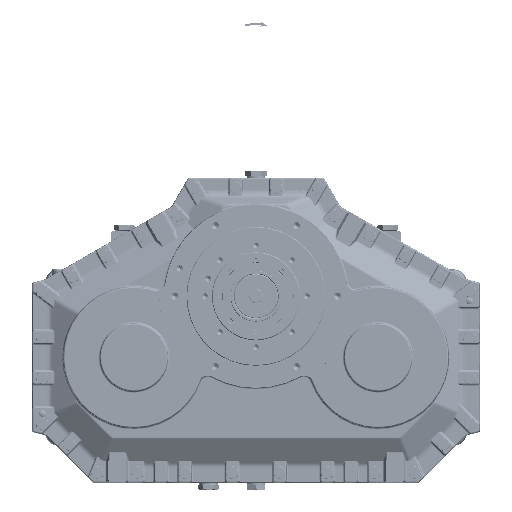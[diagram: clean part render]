
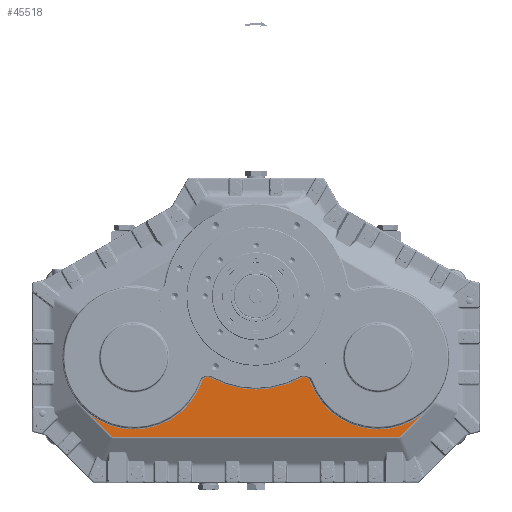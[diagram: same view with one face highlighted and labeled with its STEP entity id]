
A CAD part, top view. The second image highlights one B-rep face of the part: STEP entity #45518.
In plain terms, the highlighted planar face has unit normal (0, 0, 1).
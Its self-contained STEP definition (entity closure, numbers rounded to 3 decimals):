
#20670 = CARTESIAN_POINT ( 'NONE',  ( 298.815, -120.807, 35. ) ) ;
#20673 = LINE ( 'NONE', #20670, #21822 ) ;
#20679 = DIRECTION ( 'NONE',  ( -1., 0., 0. ) ) ;
#20681 = DIRECTION ( 'NONE',  ( 0., 0., -1. ) ) ;
#20683 = CARTESIAN_POINT ( 'NONE',  ( -62.296, 240.304, 35. ) ) ;
#20685 = AXIS2_PLACEMENT_3D ( 'NONE', #20683, #20681, #20679 ) ;
#20734 = PLANE ( 'NONE',  #20685 ) ;
#21662 = FACE_OUTER_BOUND ( 'NONE', #45522, .T. ) ;
#21722 = CARTESIAN_POINT ( 'NONE',  ( 66.148, -120.565, 35. ) ) ;
#21727 = DIRECTION ( 'NONE',  ( -1., 0., 0. ) ) ;
#21731 = DIRECTION ( 'NONE',  ( 0., 0., 1. ) ) ;
#21734 = CARTESIAN_POINT ( 'NONE',  ( 70.709, -128.877, 35. ) ) ;
#21736 = AXIS2_PLACEMENT_3D ( 'NONE', #21734, #21731, #21727 ) ;
#21740 = CIRCLE ( 'NONE', #21736, 9.481 ) ;
#21782 = CARTESIAN_POINT ( 'NONE',  ( 79.641, -125.699, 35. ) ) ;
#21784 = DIRECTION ( 'NONE',  ( -1., 0., 0. ) ) ;
#21786 = DIRECTION ( 'NONE',  ( 0., 0., -1. ) ) ;
#21788 = CARTESIAN_POINT ( 'NONE',  ( 180., -90., 35. ) ) ;
#21789 = AXIS2_PLACEMENT_3D ( 'NONE', #21788, #21786, #21784 ) ;
#21792 = CIRCLE ( 'NONE', #21789, 106.519 ) ;
#21818 = CARTESIAN_POINT ( 'NONE',  ( 246.069, -173.553, 35. ) ) ;
#21820 = DIRECTION ( 'NONE',  ( 0.707, 0.707, 0. ) ) ;
#21822 = VECTOR ( 'NONE', #21820, 1000. ) ;
#22205 = CARTESIAN_POINT ( 'NONE',  ( -246.069, -173.553, 35. ) ) ;
#22209 = DIRECTION ( 'NONE',  ( -1., 0., 0. ) ) ;
#22212 = DIRECTION ( 'NONE',  ( 0., 0., -1. ) ) ;
#22214 = CARTESIAN_POINT ( 'NONE',  ( -180., -90., 35. ) ) ;
#22216 = AXIS2_PLACEMENT_3D ( 'NONE', #22214, #22212, #22209 ) ;
#22218 = CIRCLE ( 'NONE', #22216, 106.519 ) ;
#22246 = CARTESIAN_POINT ( 'NONE',  ( -79.641, -125.699, 35. ) ) ;
#22249 = DIRECTION ( 'NONE',  ( -1., 0., 0. ) ) ;
#22251 = DIRECTION ( 'NONE',  ( 0., 0., 1. ) ) ;
#22254 = CARTESIAN_POINT ( 'NONE',  ( -70.709, -128.877, 35. ) ) ;
#22256 = AXIS2_PLACEMENT_3D ( 'NONE', #22254, #22251, #22249 ) ;
#22259 = CIRCLE ( 'NONE', #22256, 9.481 ) ;
#22299 = CARTESIAN_POINT ( 'NONE',  ( -66.148, -120.565, 35. ) ) ;
#22301 = DIRECTION ( 'NONE',  ( -1., 0., 0. ) ) ;
#22304 = DIRECTION ( 'NONE',  ( 0., 0., -1. ) ) ;
#22306 = CARTESIAN_POINT ( 'NONE',  ( 0., 0., 35. ) ) ;
#22308 = AXIS2_PLACEMENT_3D ( 'NONE', #22306, #22304, #22301 ) ;
#22311 = CIRCLE ( 'NONE', #22308, 137.519 ) ;
#22357 = CARTESIAN_POINT ( 'NONE',  ( -211.935, -207.244, 35. ) ) ;
#22358 = CARTESIAN_POINT ( 'NONE',  ( -212.439, -207.035, 35. ) ) ;
#22360 = CARTESIAN_POINT ( 'NONE',  ( -212.897, -206.725, 35. ) ) ;
#22364 = CARTESIAN_POINT ( 'NONE',  ( -213.306, -206.316, 35. ) ) ;
#22385 =( BOUNDED_CURVE ( )  B_SPLINE_CURVE ( 3, ( #22364, #22360, #22358, #22357 ),
 .UNSPECIFIED., .F., .T. ) 
 B_SPLINE_CURVE_WITH_KNOTS ( ( 4, 4 ),
 ( 6.079, 6.283 ),
 .UNSPECIFIED. ) 
 CURVE ( )  GEOMETRIC_REPRESENTATION_ITEM ( )  RATIONAL_B_SPLINE_CURVE ( ( 1., 0.997, 0.997, 1. ) ) 
 REPRESENTATION_ITEM ( '' )  );
#22405 = CARTESIAN_POINT ( 'NONE',  ( -213.306, -206.316, 35. ) ) ;
#22411 = DIRECTION ( 'NONE',  ( 0.707, -0.707, 0. ) ) ;
#22414 = VECTOR ( 'NONE', #22411, 1000. ) ;
#22416 = CARTESIAN_POINT ( 'NONE',  ( -361.112, -58.511, 35. ) ) ;
#22418 = LINE ( 'NONE', #22416, #22414 ) ;
#22817 = CARTESIAN_POINT ( 'NONE',  ( 210.309, -207.558, 35. ) ) ;
#22820 = DIRECTION ( 'NONE',  ( 1., 0., 0. ) ) ;
#22822 = VECTOR ( 'NONE', #22820, 1000. ) ;
#22826 = CARTESIAN_POINT ( 'NONE',  ( -62.296, -207.558, 35. ) ) ;
#22827 = LINE ( 'NONE', #22826, #22822 ) ;
#22960 =( BOUNDED_CURVE ( )  B_SPLINE_CURVE ( 3, ( #23180, #23175, #23172, #23169 ),
 .UNSPECIFIED., .F., .T. ) 
 B_SPLINE_CURVE_WITH_KNOTS ( ( 4, 4 ),
 ( 6.079, 6.283 ),
 .UNSPECIFIED. ) 
 CURVE ( )  GEOMETRIC_REPRESENTATION_ITEM ( )  RATIONAL_B_SPLINE_CURVE ( ( 1., 0.997, 0.997, 1. ) ) 
 REPRESENTATION_ITEM ( '' )  );
#23169 = CARTESIAN_POINT ( 'NONE',  ( 211.935, -207.244, 35. ) ) ;
#23172 = CARTESIAN_POINT ( 'NONE',  ( 211.431, -207.453, 35. ) ) ;
#23175 = CARTESIAN_POINT ( 'NONE',  ( 210.887, -207.558, 35. ) ) ;
#23180 = CARTESIAN_POINT ( 'NONE',  ( 210.309, -207.558, 35. ) ) ;
#32665 = EDGE_CURVE ( 'NONE', #32756, #32668, #313371, .T. ) ;
#32668 = VERTEX_POINT ( 'NONE', #313520 ) ;
#32709 = EDGE_CURVE ( 'NONE', #32712, #32715, #313726, .T. ) ;
#32712 = VERTEX_POINT ( 'NONE', #313735 ) ;
#32715 = VERTEX_POINT ( 'NONE', #313734 ) ;
#32756 = VERTEX_POINT ( 'NONE', #313863 ) ;
#45518 = ADVANCED_FACE ( 'NONE', ( #21662 ), #20734, .F. ) ;
#45522 = EDGE_LOOP ( 'NONE', ( #45526, #45549, #45568, #45685, #45701, #45716, #45730, #45749, #45834, #45836, #45852, #45639 ) ) ;
#45526 = ORIENTED_EDGE ( 'NONE', *, *, #45529, .T. ) ;
#45529 = EDGE_CURVE ( 'NONE', #32715, #45535, #20673, .T. ) ;
#45535 = VERTEX_POINT ( 'NONE', #21818 ) ;
#45549 = ORIENTED_EDGE ( 'NONE', *, *, #45552, .T. ) ;
#45552 = EDGE_CURVE ( 'NONE', #45535, #45558, #21792, .T. ) ;
#45558 = VERTEX_POINT ( 'NONE', #21782 ) ;
#45568 = ORIENTED_EDGE ( 'NONE', *, *, #45575, .T. ) ;
#45575 = EDGE_CURVE ( 'NONE', #45558, #45578, #21740, .T. ) ;
#45578 = VERTEX_POINT ( 'NONE', #21722 ) ;
#45639 = ORIENTED_EDGE ( 'NONE', *, *, #32709, .T. ) ;
#45685 = ORIENTED_EDGE ( 'NONE', *, *, #45686, .T. ) ;
#45686 = EDGE_CURVE ( 'NONE', #45578, #45693, #22311, .T. ) ;
#45693 = VERTEX_POINT ( 'NONE', #22299 ) ;
#45701 = ORIENTED_EDGE ( 'NONE', *, *, #45704, .T. ) ;
#45704 = EDGE_CURVE ( 'NONE', #45693, #45709, #22259, .T. ) ;
#45709 = VERTEX_POINT ( 'NONE', #22246 ) ;
#45716 = ORIENTED_EDGE ( 'NONE', *, *, #45718, .T. ) ;
#45718 = EDGE_CURVE ( 'NONE', #45709, #45723, #22218, .T. ) ;
#45723 = VERTEX_POINT ( 'NONE', #22205 ) ;
#45730 = ORIENTED_EDGE ( 'NONE', *, *, #45733, .T. ) ;
#45733 = EDGE_CURVE ( 'NONE', #45723, #45739, #22418, .T. ) ;
#45739 = VERTEX_POINT ( 'NONE', #22405 ) ;
#45749 = ORIENTED_EDGE ( 'NONE', *, *, #45752, .T. ) ;
#45752 = EDGE_CURVE ( 'NONE', #45739, #32756, #22385, .T. ) ;
#45834 = ORIENTED_EDGE ( 'NONE', *, *, #32665, .T. ) ;
#45836 = ORIENTED_EDGE ( 'NONE', *, *, #45839, .T. ) ;
#45839 = EDGE_CURVE ( 'NONE', #32668, #45844, #22827, .T. ) ;
#45844 = VERTEX_POINT ( 'NONE', #22817 ) ;
#45852 = ORIENTED_EDGE ( 'NONE', *, *, #45854, .T. ) ;
#45854 = EDGE_CURVE ( 'NONE', #45844, #32712, #22960, .T. ) ;
#313371 =( BOUNDED_CURVE ( )  B_SPLINE_CURVE ( 3, ( #313511, #313508, #313505, #313502 ),
 .UNSPECIFIED., .F., .T. ) 
 B_SPLINE_CURVE_WITH_KNOTS ( ( 4, 4 ),
 ( 0., 0.204 ),
 .UNSPECIFIED. ) 
 CURVE ( )  GEOMETRIC_REPRESENTATION_ITEM ( )  RATIONAL_B_SPLINE_CURVE ( ( 1., 0.997, 0.997, 1. ) ) 
 REPRESENTATION_ITEM ( '' )  );
#313502 = CARTESIAN_POINT ( 'NONE',  ( -210.309, -207.558, 35. ) ) ;
#313505 = CARTESIAN_POINT ( 'NONE',  ( -210.887, -207.558, 35. ) ) ;
#313508 = CARTESIAN_POINT ( 'NONE',  ( -211.431, -207.453, 35. ) ) ;
#313511 = CARTESIAN_POINT ( 'NONE',  ( -211.935, -207.244, 35. ) ) ;
#313520 = CARTESIAN_POINT ( 'NONE',  ( -210.309, -207.558, 35. ) ) ;
#313711 = CARTESIAN_POINT ( 'NONE',  ( 213.306, -206.316, 35. ) ) ;
#313712 = CARTESIAN_POINT ( 'NONE',  ( 212.897, -206.725, 35. ) ) ;
#313714 = CARTESIAN_POINT ( 'NONE',  ( 212.439, -207.035, 35. ) ) ;
#313716 = CARTESIAN_POINT ( 'NONE',  ( 211.935, -207.244, 35. ) ) ;
#313726 =( BOUNDED_CURVE ( )  B_SPLINE_CURVE ( 3, ( #313716, #313714, #313712, #313711 ),
 .UNSPECIFIED., .F., .T. ) 
 B_SPLINE_CURVE_WITH_KNOTS ( ( 4, 4 ),
 ( 0., 0.204 ),
 .UNSPECIFIED. ) 
 CURVE ( )  GEOMETRIC_REPRESENTATION_ITEM ( )  RATIONAL_B_SPLINE_CURVE ( ( 1., 0.997, 0.997, 1. ) ) 
 REPRESENTATION_ITEM ( '' )  );
#313734 = CARTESIAN_POINT ( 'NONE',  ( 213.306, -206.316, 35. ) ) ;
#313735 = CARTESIAN_POINT ( 'NONE',  ( 211.935, -207.244, 35. ) ) ;
#313863 = CARTESIAN_POINT ( 'NONE',  ( -211.935, -207.244, 35. ) ) ;
